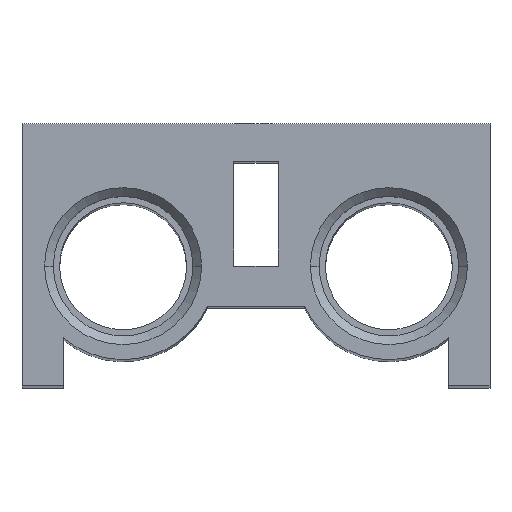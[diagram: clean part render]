
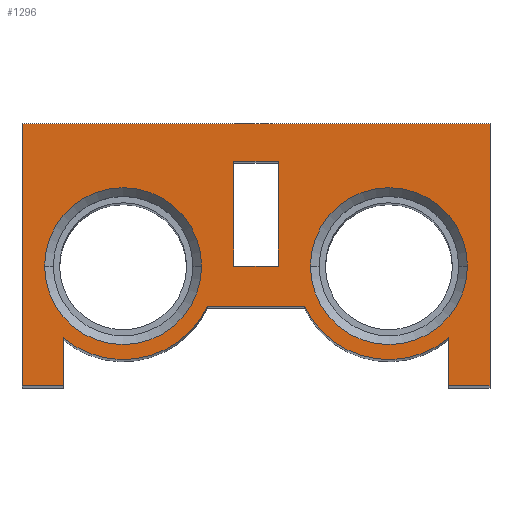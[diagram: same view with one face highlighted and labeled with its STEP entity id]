
A CAD part, top view. The second image highlights one B-rep face of the part: STEP entity #1296.
In plain terms, the highlighted planar face has unit normal (0, 0, 1).
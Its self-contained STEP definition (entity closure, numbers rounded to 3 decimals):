
#16 = ORIENTED_EDGE ( 'NONE', *, *, #2088, .T. ) ;
#22 = EDGE_CURVE ( 'NONE', #2210, #299, #802, .T. ) ;
#76 = CARTESIAN_POINT ( 'NONE',  ( 3., 30., 168. ) ) ;
#88 = DIRECTION ( 'NONE',  ( -1., 0., 0. ) ) ;
#99 = DIRECTION ( 'NONE',  ( 0., 1., 0. ) ) ;
#106 = CARTESIAN_POINT ( 'NONE',  ( 31.25, 0., 168. ) ) ;
#202 = DIRECTION ( 'NONE',  ( 0., 0., 1. ) ) ;
#267 = DIRECTION ( 'NONE',  ( 0., 1., 0. ) ) ;
#276 = LINE ( 'NONE', #2711, #1453 ) ;
#299 = VERTEX_POINT ( 'NONE', #2612 ) ;
#304 = DIRECTION ( 'NONE',  ( 1., 0., 0. ) ) ;
#331 = CARTESIAN_POINT ( 'NONE',  ( -28.23, 16., 168. ) ) ;
#338 = ORIENTED_EDGE ( 'NONE', *, *, #519, .T. ) ;
#349 = ORIENTED_EDGE ( 'NONE', *, *, #986, .T. ) ;
#365 = AXIS2_PLACEMENT_3D ( 'NONE', #2370, #614, #2085 ) ;
#409 = DIRECTION ( 'NONE',  ( 1., 0., 0. ) ) ;
#437 = AXIS2_PLACEMENT_3D ( 'NONE', #854, #2590, #409 ) ;
#445 = CARTESIAN_POINT ( 'NONE',  ( -3., 30., 168. ) ) ;
#463 = VERTEX_POINT ( 'NONE', #2682 ) ;
#466 = ORIENTED_EDGE ( 'NONE', *, *, #2490, .T. ) ;
#467 = EDGE_CURVE ( 'NONE', #497, #641, #1460, .T. ) ;
#495 = CARTESIAN_POINT ( 'NONE',  ( 7.27, 16., 168. ) ) ;
#497 = VERTEX_POINT ( 'NONE', #1970 ) ;
#511 = ORIENTED_EDGE ( 'NONE', *, *, #22, .F. ) ;
#519 = EDGE_CURVE ( 'NONE', #954, #2847, #1553, .T. ) ;
#568 = VERTEX_POINT ( 'NONE', #2305 ) ;
#589 = CARTESIAN_POINT ( 'NONE',  ( 3., 16., 168. ) ) ;
#598 = EDGE_LOOP ( 'NONE', ( #2499, #2421, #2680, #2074, #338, #16, #2033, #983, #466, #2880 ) ) ;
#606 = VERTEX_POINT ( 'NONE', #1604 ) ;
#614 = DIRECTION ( 'NONE',  ( 0., 0., -1. ) ) ;
#641 = VERTEX_POINT ( 'NONE', #1114 ) ;
#681 = DIRECTION ( 'NONE',  ( 1., 0., 0. ) ) ;
#690 = VECTOR ( 'NONE', #1843, 1000. ) ;
#709 = ORIENTED_EDGE ( 'NONE', *, *, #2952, .F. ) ;
#784 = CIRCLE ( 'NONE', #1750, 12.48 ) ;
#790 = EDGE_CURVE ( 'NONE', #606, #2835, #1066, .T. ) ;
#801 = DIRECTION ( 'NONE',  ( -1., 0., 0. ) ) ;
#802 = LINE ( 'NONE', #2025, #1291 ) ;
#804 = EDGE_CURVE ( 'NONE', #2020, #1668, #3022, .T. ) ;
#845 = LINE ( 'NONE', #76, #2727 ) ;
#854 = CARTESIAN_POINT ( 'NONE',  ( -17.75, 16., 168. ) ) ;
#890 = AXIS2_PLACEMENT_3D ( 'NONE', #2068, #900, #2778 ) ;
#900 = DIRECTION ( 'NONE',  ( 0., 0., -1. ) ) ;
#903 = VERTEX_POINT ( 'NONE', #1337 ) ;
#929 = EDGE_CURVE ( 'NONE', #2835, #903, #2311, .T. ) ;
#953 = EDGE_CURVE ( 'NONE', #299, #2020, #1134, .T. ) ;
#954 = VERTEX_POINT ( 'NONE', #2104 ) ;
#976 = EDGE_CURVE ( 'NONE', #1734, #954, #784, .T. ) ;
#983 = ORIENTED_EDGE ( 'NONE', *, *, #467, .T. ) ;
#986 = EDGE_CURVE ( 'NONE', #3147, #2228, #1401, .T. ) ;
#1013 = LINE ( 'NONE', #2003, #2173 ) ;
#1036 = VECTOR ( 'NONE', #88, 1000. ) ;
#1044 = CARTESIAN_POINT ( 'NONE',  ( -17.75, 16., 168. ) ) ;
#1065 = CARTESIAN_POINT ( 'NONE',  ( -25.75, 0., 168. ) ) ;
#1066 = LINE ( 'NONE', #2213, #1036 ) ;
#1083 = DIRECTION ( 'NONE',  ( 0., 0., 1. ) ) ;
#1099 = FACE_BOUND ( 'NONE', #1343, .T. ) ;
#1114 = CARTESIAN_POINT ( 'NONE',  ( 31.25, 0., 168. ) ) ;
#1134 = LINE ( 'NONE', #1155, #1342 ) ;
#1155 = CARTESIAN_POINT ( 'NONE',  ( -3., 16., 168. ) ) ;
#1214 = EDGE_CURVE ( 'NONE', #568, #497, #276, .T. ) ;
#1215 = EDGE_CURVE ( 'NONE', #903, #463, #1013, .T. ) ;
#1255 = VERTEX_POINT ( 'NONE', #331 ) ;
#1291 = VECTOR ( 'NONE', #1328, 1000. ) ;
#1296 = ADVANCED_FACE ( 'NONE', ( #3094, #2307, #1099, #3074 ), #2539, .T. ) ;
#1304 = CIRCLE ( 'NONE', #3047, 12.48 ) ;
#1328 = DIRECTION ( 'NONE',  ( 0., -1., 0. ) ) ;
#1331 = ORIENTED_EDGE ( 'NONE', *, *, #2048, .T. ) ;
#1332 = VECTOR ( 'NONE', #2022, 1000. ) ;
#1337 = CARTESIAN_POINT ( 'NONE',  ( -31.25, 0., 168. ) ) ;
#1342 = VECTOR ( 'NONE', #2573, 1000. ) ;
#1343 = EDGE_LOOP ( 'NONE', ( #349, #2860 ) ) ;
#1354 = LINE ( 'NONE', #1065, #1545 ) ;
#1372 = EDGE_CURVE ( 'NONE', #463, #1734, #1354, .T. ) ;
#1401 = CIRCLE ( 'NONE', #890, 10.48 ) ;
#1453 = VECTOR ( 'NONE', #1736, 1000. ) ;
#1460 = LINE ( 'NONE', #2440, #2987 ) ;
#1473 = EDGE_LOOP ( 'NONE', ( #1331, #2613 ) ) ;
#1545 = VECTOR ( 'NONE', #99, 1000. ) ;
#1553 = LINE ( 'NONE', #2828, #2516 ) ;
#1588 = CARTESIAN_POINT ( 'NONE',  ( -31.25, 35., 168. ) ) ;
#1604 = CARTESIAN_POINT ( 'NONE',  ( 31.25, 35., 168. ) ) ;
#1656 = VECTOR ( 'NONE', #267, 1000. ) ;
#1668 = VERTEX_POINT ( 'NONE', #2017 ) ;
#1699 = CARTESIAN_POINT ( 'NONE',  ( 3., 16., 168. ) ) ;
#1714 = DIRECTION ( 'NONE',  ( 1., 0., 0. ) ) ;
#1716 = CIRCLE ( 'NONE', #2487, 10.48 ) ;
#1734 = VERTEX_POINT ( 'NONE', #2080 ) ;
#1736 = DIRECTION ( 'NONE',  ( 0., -1., 0. ) ) ;
#1739 = CARTESIAN_POINT ( 'NONE',  ( -31.25, 35., 168. ) ) ;
#1745 = CIRCLE ( 'NONE', #365, 10.48 ) ;
#1750 = AXIS2_PLACEMENT_3D ( 'NONE', #1826, #1083, #2084 ) ;
#1826 = CARTESIAN_POINT ( 'NONE',  ( -17.75, 16., 168. ) ) ;
#1833 = CARTESIAN_POINT ( 'NONE',  ( 17.75, 16., 168. ) ) ;
#1843 = DIRECTION ( 'NONE',  ( 0., -1., 0. ) ) ;
#1970 = CARTESIAN_POINT ( 'NONE',  ( 25.75, 0., 168. ) ) ;
#1971 = ORIENTED_EDGE ( 'NONE', *, *, #953, .F. ) ;
#2003 = CARTESIAN_POINT ( 'NONE',  ( -31.25, 0., 168. ) ) ;
#2017 = CARTESIAN_POINT ( 'NONE',  ( 3., 30., 168. ) ) ;
#2020 = VERTEX_POINT ( 'NONE', #589 ) ;
#2022 = DIRECTION ( 'NONE',  ( 0., 1., 0. ) ) ;
#2025 = CARTESIAN_POINT ( 'NONE',  ( -3., 30., 168. ) ) ;
#2033 = ORIENTED_EDGE ( 'NONE', *, *, #1214, .T. ) ;
#2035 = CARTESIAN_POINT ( 'NONE',  ( -7.27, 16., 168. ) ) ;
#2048 = EDGE_CURVE ( 'NONE', #2508, #1255, #2124, .T. ) ;
#2068 = CARTESIAN_POINT ( 'NONE',  ( 17.75, 16., 168. ) ) ;
#2074 = ORIENTED_EDGE ( 'NONE', *, *, #976, .T. ) ;
#2080 = CARTESIAN_POINT ( 'NONE',  ( -25.75, 6.421, 168. ) ) ;
#2084 = DIRECTION ( 'NONE',  ( 1., 0., 0. ) ) ;
#2085 = DIRECTION ( 'NONE',  ( -1., 0., 0. ) ) ;
#2088 = EDGE_CURVE ( 'NONE', #2847, #568, #1304, .T. ) ;
#2104 = CARTESIAN_POINT ( 'NONE',  ( -6.467, 10.667, 168. ) ) ;
#2124 = CIRCLE ( 'NONE', #2271, 10.48 ) ;
#2129 = ORIENTED_EDGE ( 'NONE', *, *, #804, .F. ) ;
#2173 = VECTOR ( 'NONE', #304, 1000. ) ;
#2196 = CARTESIAN_POINT ( 'NONE',  ( 6.467, 10.667, 168. ) ) ;
#2201 = EDGE_CURVE ( 'NONE', #2228, #3147, #1716, .T. ) ;
#2210 = VERTEX_POINT ( 'NONE', #445 ) ;
#2213 = CARTESIAN_POINT ( 'NONE',  ( 31.25, 35., 168. ) ) ;
#2228 = VERTEX_POINT ( 'NONE', #495 ) ;
#2271 = AXIS2_PLACEMENT_3D ( 'NONE', #1044, #3001, #801 ) ;
#2278 = DIRECTION ( 'NONE',  ( 1., 0., 0. ) ) ;
#2296 = LINE ( 'NONE', #106, #1332 ) ;
#2305 = CARTESIAN_POINT ( 'NONE',  ( 25.75, 6.421, 168. ) ) ;
#2307 = FACE_BOUND ( 'NONE', #2443, .T. ) ;
#2311 = LINE ( 'NONE', #1588, #690 ) ;
#2312 = DIRECTION ( 'NONE',  ( -1., 0., 0. ) ) ;
#2370 = CARTESIAN_POINT ( 'NONE',  ( -17.75, 16., 168. ) ) ;
#2379 = DIRECTION ( 'NONE',  ( -1., 0., 0. ) ) ;
#2396 = CARTESIAN_POINT ( 'NONE',  ( 17.75, 16., 168. ) ) ;
#2421 = ORIENTED_EDGE ( 'NONE', *, *, #1215, .T. ) ;
#2440 = CARTESIAN_POINT ( 'NONE',  ( 25.75, 0., 168. ) ) ;
#2443 = EDGE_LOOP ( 'NONE', ( #511, #709, #2129, #1971 ) ) ;
#2487 = AXIS2_PLACEMENT_3D ( 'NONE', #2396, #2858, #2379 ) ;
#2490 = EDGE_CURVE ( 'NONE', #641, #606, #2296, .T. ) ;
#2499 = ORIENTED_EDGE ( 'NONE', *, *, #929, .T. ) ;
#2508 = VERTEX_POINT ( 'NONE', #2035 ) ;
#2516 = VECTOR ( 'NONE', #2278, 1000. ) ;
#2539 = PLANE ( 'NONE',  #437 ) ;
#2573 = DIRECTION ( 'NONE',  ( 1., 0., 0. ) ) ;
#2590 = DIRECTION ( 'NONE',  ( 0., 0., 1. ) ) ;
#2612 = CARTESIAN_POINT ( 'NONE',  ( -3., 16., 168. ) ) ;
#2613 = ORIENTED_EDGE ( 'NONE', *, *, #3084, .T. ) ;
#2680 = ORIENTED_EDGE ( 'NONE', *, *, #1372, .T. ) ;
#2682 = CARTESIAN_POINT ( 'NONE',  ( -25.75, 0., 168. ) ) ;
#2711 = CARTESIAN_POINT ( 'NONE',  ( 25.75, 6.421, 168. ) ) ;
#2727 = VECTOR ( 'NONE', #2312, 1000. ) ;
#2778 = DIRECTION ( 'NONE',  ( -1., 0., 0. ) ) ;
#2828 = CARTESIAN_POINT ( 'NONE',  ( -6.467, 10.667, 168. ) ) ;
#2835 = VERTEX_POINT ( 'NONE', #1739 ) ;
#2847 = VERTEX_POINT ( 'NONE', #2196 ) ;
#2858 = DIRECTION ( 'NONE',  ( 0., 0., -1. ) ) ;
#2860 = ORIENTED_EDGE ( 'NONE', *, *, #2201, .T. ) ;
#2880 = ORIENTED_EDGE ( 'NONE', *, *, #790, .T. ) ;
#2903 = CARTESIAN_POINT ( 'NONE',  ( 28.23, 16., 168. ) ) ;
#2952 = EDGE_CURVE ( 'NONE', #1668, #2210, #845, .T. ) ;
#2987 = VECTOR ( 'NONE', #1714, 1000. ) ;
#3001 = DIRECTION ( 'NONE',  ( 0., 0., -1. ) ) ;
#3022 = LINE ( 'NONE', #1699, #1656 ) ;
#3047 = AXIS2_PLACEMENT_3D ( 'NONE', #1833, #202, #681 ) ;
#3074 = FACE_OUTER_BOUND ( 'NONE', #598, .T. ) ;
#3084 = EDGE_CURVE ( 'NONE', #1255, #2508, #1745, .T. ) ;
#3094 = FACE_BOUND ( 'NONE', #1473, .T. ) ;
#3147 = VERTEX_POINT ( 'NONE', #2903 ) ;
